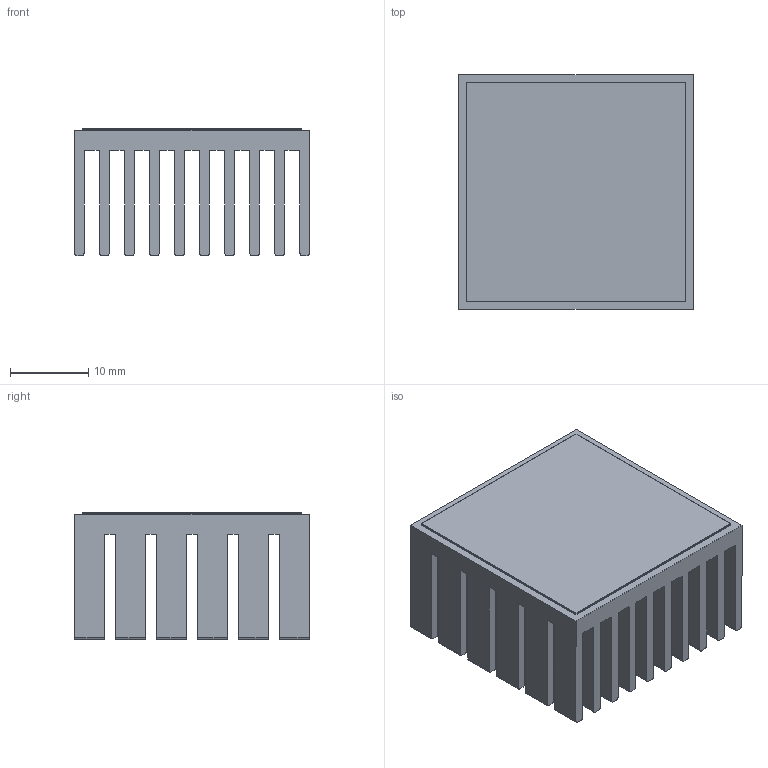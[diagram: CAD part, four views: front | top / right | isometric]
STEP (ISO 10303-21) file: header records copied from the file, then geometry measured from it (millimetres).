
FILE_DESCRIPTION(/* description */ ('Unknown'),/* implementation_level */ '2;1');
FILE_NAME(/* name */ '40906112163030',/* time_stamp */ '2025-11-24T09:42:45+08:00',/* author */ ('Unknown'),/* organization */ ('Unknown'),/* preprocessor_version */ 'ST-DEVELOPER v19.4',/* originating_system */ 'Solid Edge',/* authorisation */ 'Unknown');
FILE_SCHEMA (('AUTOMOTIVE_DESIGN {1 0 10303 214 3 1 1}'));
Length unit declared in the file: millimetre
Products named in the file (8): 40906112163030; 40906110163030; 403128; ConductiveB; Fiberglass; ConductiveT; Release Tape
Assembly tree (7 placements, depth 3):
  40906112163030
    40906110163030
      40906110163030
    403128
      ConductiveB
      Fiberglass
      ConductiveT
      Release Tape
Bounding box: 30 x 30 x 16.28 mm (x, y, z)
Volume: 6190.2 mm3; surface area: 16459.8 mm2
Topology: 5 solids, 5 shells, 526 faces, 1452 edges, 968 vertices
Faces by surface type: plane 298, cylinder 228
Entity records: 17049 total; most frequent: DIRECTION 2976, CARTESIAN_POINT 2954, ORIENTED_EDGE 2904, EDGE_CURVE 1452, LINE 996, VECTOR 996, AXIS2_PLACEMENT_3D 990, VERTEX_POINT 968
